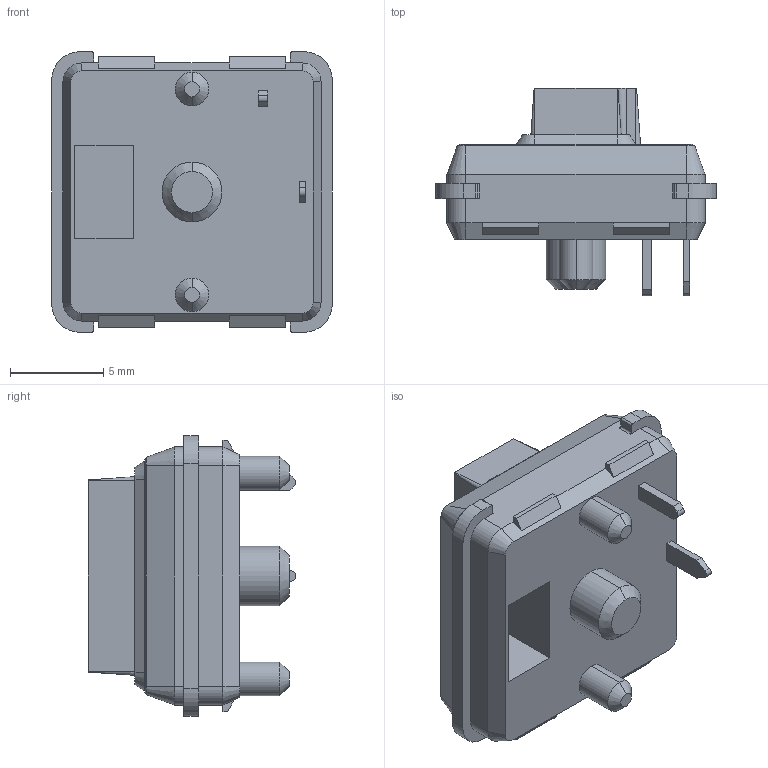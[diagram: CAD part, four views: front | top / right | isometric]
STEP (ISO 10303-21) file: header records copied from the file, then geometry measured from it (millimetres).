
FILE_DESCRIPTION (( 'STEP AP203' ), '1' );
FILE_NAME ('Kailh LP Choc Burnt Orange.STEP', '2020-03-23T20:07:52', ( '' ), ( '' ), 'SwSTEP 2.0', 'SolidWorks 2018', '' );
FILE_SCHEMA (( 'CONFIG_CONTROL_DESIGN' ));
Length unit declared in the file: millimetre
Products named in the file (1): Kailh LP Choc Burnt Orange
Bounding box: 15 x 11.1 x 15 mm (x, y, z)
Volume: 1060.6 mm3; surface area: 953.4 mm2
Topology: 1 solids, 1 shells, 273 faces, 707 edges, 454 vertices
Faces by surface type: plane 170, cylinder 54, cone 32, bspline 17
Entity records: 9210 total; most frequent: CARTESIAN_POINT 2516, ORIENTED_EDGE 1414, DIRECTION 1305, EDGE_CURVE 707, LINE 523, VECTOR 523, VERTEX_POINT 454, AXIS2_PLACEMENT_3D 391
